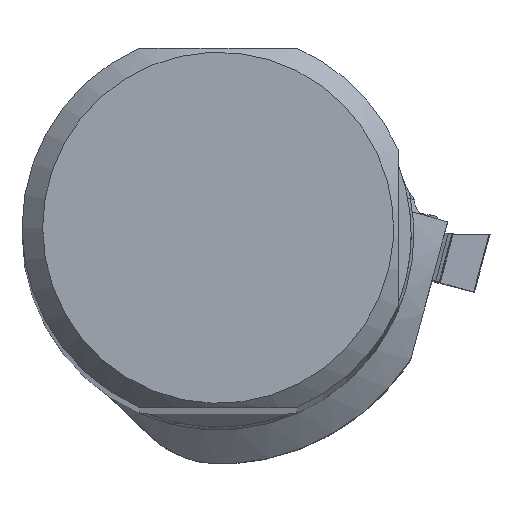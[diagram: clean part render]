
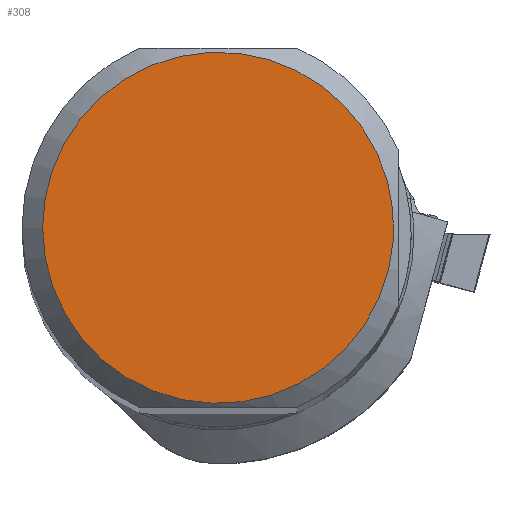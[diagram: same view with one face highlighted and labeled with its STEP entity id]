
A CAD part, top view. The second image highlights one B-rep face of the part: STEP entity #308.
In plain terms, the highlighted planar face has unit normal (0, 0, 1).
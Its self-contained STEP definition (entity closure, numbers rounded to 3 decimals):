
#224=CIRCLE('',#2206,17.039);
#308=ADVANCED_FACE('CU_SU_BP3',(#459),#373,.T.);
#373=PLANE('',#2210);
#459=FACE_OUTER_BOUND('',#564,.T.);
#564=EDGE_LOOP('',(#1060));
#1060=ORIENTED_EDGE('',*,*,#1607,.F.);
#1346=VERTEX_POINT('',#3595);
#1607=EDGE_CURVE('',#1346,#1346,#224,.T.);
#2206=AXIS2_PLACEMENT_3D('',#3594,#2707,#2708);
#2210=AXIS2_PLACEMENT_3D('',#3603,#2717,#2718);
#2707=DIRECTION('',(0.,0.,-1.));
#2708=DIRECTION('',(-1.,0.,0.));
#2717=DIRECTION('',(0.,0.,1.));
#2718=DIRECTION('',(-1.,0.,0.));
#3594=CARTESIAN_POINT('',(0.,0.,0.));
#3595=CARTESIAN_POINT('',(-17.039,0.,0.));
#3603=CARTESIAN_POINT('',(0.,0.,0.));
